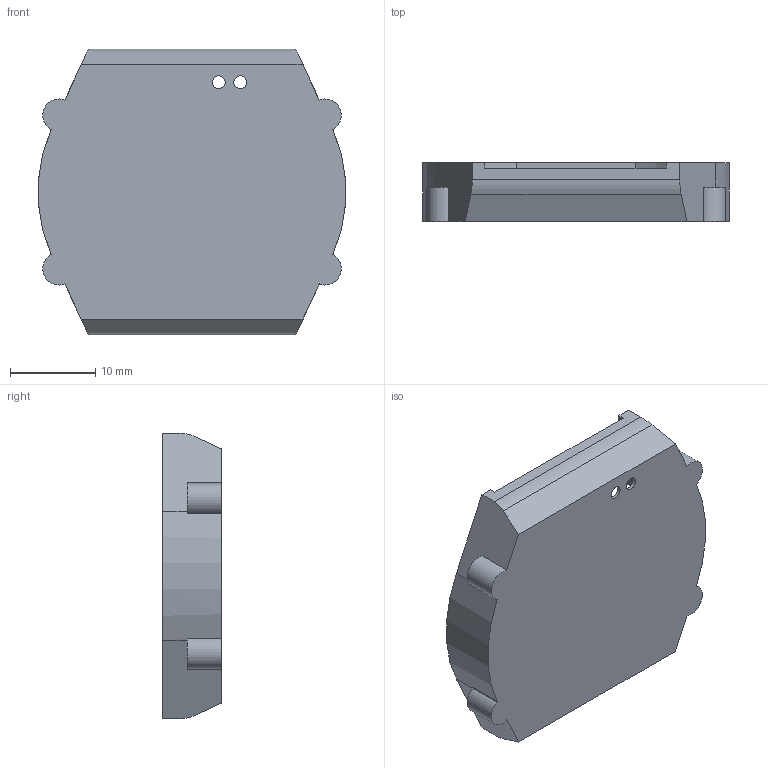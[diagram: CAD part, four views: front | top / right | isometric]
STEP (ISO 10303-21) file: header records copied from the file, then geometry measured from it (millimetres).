
FILE_DESCRIPTION(/* description */ (''),/* implementation_level */ '2;1');
FILE_NAME(/* name */ '42a0df98-6a2f-4333-ad33-996c4a44a2e7.stp',/* time_stamp */ '2019-05-10T02:41:47+00:00',/* author */ (''),/* organization */ (''),/* preprocessor_version */ 'ST-DEVELOPER v18',/* originating_system */ 'Autodesk Translation Framework v8.2.0.1029',/* authorisation */ '');
FILE_SCHEMA (('AUTOMOTIVE_DESIGN { 1 0 10303 214 3 1 1 }'));
Length unit declared in the file: millimetre
Products named in the file (1): bodyMainBottom22mmWood
Bounding box: 35.97 x 6.89 x 33.49 mm (x, y, z)
Volume: 2443.3 mm3; surface area: 3639.8 mm2
Topology: 1 solids, 1 shells, 61 faces, 171 edges, 114 vertices
Faces by surface type: plane 40, cylinder 21
Full cylindrical faces by diameter (mm): 1.53 x2, 1.6 x2
Entity records: 2025 total; most frequent: DIRECTION 347, CARTESIAN_POINT 347, ORIENTED_EDGE 342, EDGE_CURVE 171, LINE 119, VECTOR 119, VERTEX_POINT 114, AXIS2_PLACEMENT_3D 114
